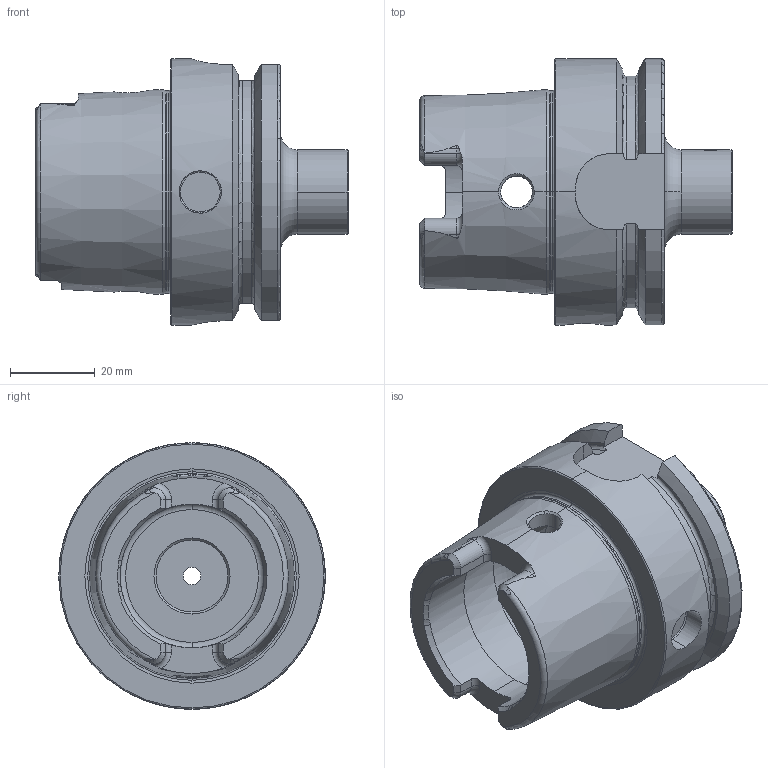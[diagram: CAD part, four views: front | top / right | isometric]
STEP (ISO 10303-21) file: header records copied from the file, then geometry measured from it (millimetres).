
FILE_DESCRIPTION (( 'STEP AP203' ), '1' );
FILE_NAME ('HA6-ST1.K01.042.STEP', '2016-02-12T09:33:53', ( 'SWIAdmin' ), ( 'Hewlett-Packard Company' ), 'SwSTEP 2.0', 'SolidWorks 2015', '' );
FILE_SCHEMA (( 'CONFIG_CONTROL_DESIGN' ));
Length unit declared in the file: millimetre
Products named in the file (4): HA6-ST1.K01.042_A_Fertigbearbeitung; ST1-ER1.001.005_A; DIN 3771 - 9x1.5; HA6-ST1.K01.042
Assembly tree (3 placements, depth 2):
  HA6-ST1.K01.042
    HA6-ST1.K01.042_A_Fertigbearbeitung
    ST1-ER1.001.005_A
    DIN 3771 - 9x1.5
Bounding box: 73.9 x 63 x 63 mm (x, y, z)
Volume: 85281.8 mm3; surface area: 23961.3 mm2
Topology: 3 solids, 3 shells, 216 faces, 569 edges, 356 vertices
Faces by surface type: plane 63, cylinder 55, torus 44, cone 38, bspline 16
Entity records: 8889 total; most frequent: CARTESIAN_POINT 3377, ORIENTED_EDGE 1134, DIRECTION 1006, EDGE_CURVE 567, AXIS2_PLACEMENT_3D 410, VERTEX_POINT 356, EDGE_LOOP 225, ADVANCED_FACE 216
